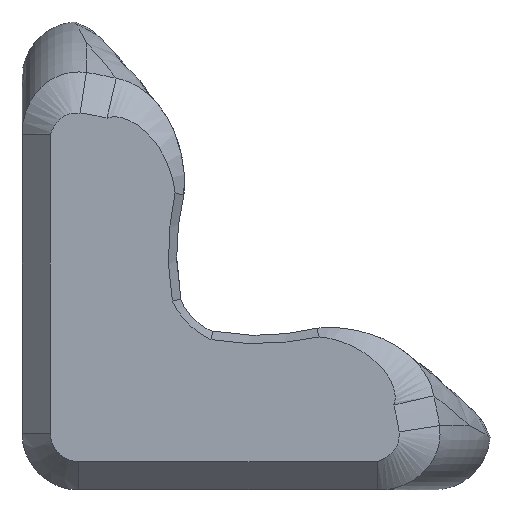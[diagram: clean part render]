
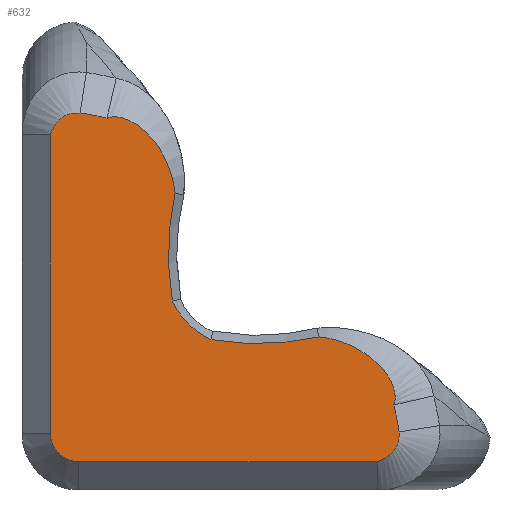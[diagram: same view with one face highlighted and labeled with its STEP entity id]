
A CAD part, left-side view. The second image highlights one B-rep face of the part: STEP entity #632.
In plain terms, the highlighted planar face has unit normal (-1, 0, 0).
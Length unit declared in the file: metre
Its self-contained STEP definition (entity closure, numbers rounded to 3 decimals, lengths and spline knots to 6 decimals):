
#45=LINE('',#988,#59);
#46=LINE('',#992,#60);
#59=VECTOR('',#771,1.);
#60=VECTOR('',#774,1.);
#72=PLANE('',#699);
#90=CIRCLE('',#700,0.016162);
#91=CIRCLE('',#701,0.0012);
#92=CIRCLE('',#702,0.016162);
#126=ORIENTED_EDGE('',*,*,#322,.T.);
#127=ORIENTED_EDGE('',*,*,#323,.T.);
#128=ORIENTED_EDGE('',*,*,#324,.T.);
#129=ORIENTED_EDGE('',*,*,#325,.T.);
#130=ORIENTED_EDGE('',*,*,#326,.T.);
#131=ORIENTED_EDGE('',*,*,#327,.T.);
#132=ORIENTED_EDGE('',*,*,#328,.T.);
#133=ORIENTED_EDGE('',*,*,#329,.T.);
#134=ORIENTED_EDGE('',*,*,#330,.T.);
#135=ORIENTED_EDGE('',*,*,#331,.T.);
#136=ORIENTED_EDGE('',*,*,#332,.T.);
#137=ORIENTED_EDGE('',*,*,#333,.T.);
#322=EDGE_CURVE('',#420,#421,#468,.T.);
#323=EDGE_CURVE('',#421,#422,#90,.F.);
#324=EDGE_CURVE('',#422,#423,#469,.T.);
#325=EDGE_CURVE('',#423,#424,#45,.T.);
#326=EDGE_CURVE('',#424,#425,#91,.F.);
#327=EDGE_CURVE('',#425,#426,#46,.T.);
#328=EDGE_CURVE('',#426,#427,#470,.T.);
#329=EDGE_CURVE('',#427,#428,#92,.F.);
#330=EDGE_CURVE('',#428,#429,#471,.T.);
#331=EDGE_CURVE('',#429,#430,#472,.T.);
#332=EDGE_CURVE('',#430,#431,#473,.T.);
#333=EDGE_CURVE('',#431,#420,#474,.T.);
#420=VERTEX_POINT('',#973);
#421=VERTEX_POINT('',#974);
#422=VERTEX_POINT('',#976);
#423=VERTEX_POINT('',#987);
#424=VERTEX_POINT('',#989);
#425=VERTEX_POINT('',#991);
#426=VERTEX_POINT('',#993);
#427=VERTEX_POINT('',#1001);
#428=VERTEX_POINT('',#1003);
#429=VERTEX_POINT('',#1017);
#430=VERTEX_POINT('',#1022);
#431=VERTEX_POINT('',#1027);
#468=B_SPLINE_CURVE_WITH_KNOTS('',3,(#960,#961,#962,#963,#964,#965,#966,
#967,#968,#969,#970,#971,#972),.UNSPECIFIED.,.F.,.F.,(4,1,1,1,1,1,1,1,1,
1,4),(0.,0.25,0.5,0.625,0.75,0.8125,0.84375,0.875,0.90625,0.9375,1.),
 .UNSPECIFIED.);
#469=B_SPLINE_CURVE_WITH_KNOTS('',3,(#977,#978,#979,#980,#981,#982,#983,
#984,#985,#986),.UNSPECIFIED.,.F.,.F.,(4,1,1,1,1,1,1,4),(0.,0.0625,0.125,
0.25,0.375,0.5,0.75,1.),.UNSPECIFIED.);
#470=B_SPLINE_CURVE_WITH_KNOTS('',3,(#994,#995,#996,#997,#998,#999,#1000),
 .UNSPECIFIED.,.F.,.F.,(4,1,1,1,4),(0.,0.25,0.5,0.75,1.),.UNSPECIFIED.);
#471=B_SPLINE_CURVE_WITH_KNOTS('',3,(#1004,#1005,#1006,#1007,#1008,#1009,
#1010,#1011,#1012,#1013,#1014,#1015,#1016),.UNSPECIFIED.,.F.,.F.,(4,1,1,
1,1,1,1,1,1,1,4),(0.,0.0625,0.09375,0.125,0.15625,0.1875,0.25,0.375,0.5,
0.75,1.),.UNSPECIFIED.);
#472=B_SPLINE_CURVE_WITH_KNOTS('',3,(#1018,#1019,#1020,#1021),
 .UNSPECIFIED.,.F.,.F.,(4,4),(0.,1.),.UNSPECIFIED.);
#473=B_SPLINE_CURVE_WITH_KNOTS('',3,(#1023,#1024,#1025,#1026),
 .UNSPECIFIED.,.F.,.F.,(4,4),(0.,1.),.UNSPECIFIED.);
#474=B_SPLINE_CURVE_WITH_KNOTS('',3,(#1028,#1029,#1030,#1031),
 .UNSPECIFIED.,.F.,.F.,(4,4),(0.,1.),.UNSPECIFIED.);
#522=EDGE_LOOP('',(#126,#127,#128,#129,#130,#131,#132,#133,#134,#135,#136,
#137));
#575=FACE_BOUND('',#522,.T.);
#632=ADVANCED_FACE('',(#575),#72,.F.);
#699=AXIS2_PLACEMENT_3D('',#959,#767,#768);
#700=AXIS2_PLACEMENT_3D('',#975,#769,#770);
#701=AXIS2_PLACEMENT_3D('',#990,#772,#773);
#702=AXIS2_PLACEMENT_3D('',#1002,#775,#776);
#767=DIRECTION('',(1.,0.,0.));
#768=DIRECTION('',(0.,1.,0.));
#769=DIRECTION('',(1.,0.,0.));
#770=DIRECTION('',(0.,0.,-1.));
#771=DIRECTION('',(0.,0.,-1.));
#772=DIRECTION('',(1.,0.,0.));
#773=DIRECTION('',(0.,0.,-1.));
#774=DIRECTION('',(0.,-1.,0.));
#775=DIRECTION('',(1.,0.,0.));
#776=DIRECTION('',(0.,0.,-1.));
#959=CARTESIAN_POINT('',(-0.01,-0.02,0.02));
#960=CARTESIAN_POINT('',(-0.01,-0.006487,0.012587));
#961=CARTESIAN_POINT('',(-0.01,-0.006454,0.012975));
#962=CARTESIAN_POINT('',(-0.01,-0.006249,0.013779));
#963=CARTESIAN_POINT('',(-0.01,-0.005741,0.014663));
#964=CARTESIAN_POINT('',(-0.01,-0.005199,0.015243));
#965=CARTESIAN_POINT('',(-0.01,-0.004845,0.015504));
#966=CARTESIAN_POINT('',(-0.01,-0.00456,0.015654));
#967=CARTESIAN_POINT('',(-0.01,-0.004391,0.015719));
#968=CARTESIAN_POINT('',(-0.01,-0.004297,0.015752));
#969=CARTESIAN_POINT('',(-0.01,-0.004077,0.015803));
#970=CARTESIAN_POINT('',(-0.01,-0.003853,0.015818));
#971=CARTESIAN_POINT('',(-0.01,-0.003696,0.015792));
#972=CARTESIAN_POINT('',(-0.01,-0.003604,0.015755));
#973=CARTESIAN_POINT('',(-0.01,-0.006487,0.012587));
#974=CARTESIAN_POINT('',(-0.01,-0.003604,0.015755));
#975=CARTESIAN_POINT('',(-0.01,0.,0.));
#976=CARTESIAN_POINT('',(-0.01,-0.002463,0.015973));
#977=CARTESIAN_POINT('',(-0.01,-0.002463,0.015973));
#978=CARTESIAN_POINT('',(-0.01,-0.002457,0.015973));
#979=CARTESIAN_POINT('',(-0.01,-0.002427,0.015973));
#980=CARTESIAN_POINT('',(-0.01,-0.002209,0.015976));
#981=CARTESIAN_POINT('',(-0.01,-0.00211,0.015969));
#982=CARTESIAN_POINT('',(-0.01,-0.001906,0.015912));
#983=CARTESIAN_POINT('',(-0.01,-0.001675,0.015778));
#984=CARTESIAN_POINT('',(-0.01,-0.001402,0.01551));
#985=CARTESIAN_POINT('',(-0.01,-0.001258,0.015219));
#986=CARTESIAN_POINT('',(-0.01,-0.0012,0.015052));
#987=CARTESIAN_POINT('',(-0.01,-0.0012,0.015052));
#988=CARTESIAN_POINT('',(-0.01,-0.0012,0.02));
#989=CARTESIAN_POINT('',(-0.01,-0.0012,0.0024));
#990=CARTESIAN_POINT('',(-0.01,-0.0024,0.0024));
#991=CARTESIAN_POINT('',(-0.01,-0.0024,0.0012));
#992=CARTESIAN_POINT('',(-0.01,-0.02,0.0012));
#993=CARTESIAN_POINT('',(-0.01,-0.015052,0.0012));
#994=CARTESIAN_POINT('',(-0.01,-0.015052,0.0012));
#995=CARTESIAN_POINT('',(-0.01,-0.015219,0.001258));
#996=CARTESIAN_POINT('',(-0.01,-0.01551,0.001402));
#997=CARTESIAN_POINT('',(-0.01,-0.015833,0.001728));
#998=CARTESIAN_POINT('',(-0.01,-0.01599,0.002089));
#999=CARTESIAN_POINT('',(-0.01,-0.015975,0.002335));
#1000=CARTESIAN_POINT('',(-0.01,-0.015973,0.002463));
#1001=CARTESIAN_POINT('',(-0.01,-0.015973,0.002463));
#1002=CARTESIAN_POINT('',(-0.01,0.,0.));
#1003=CARTESIAN_POINT('',(-0.01,-0.015755,0.003604));
#1004=CARTESIAN_POINT('',(-0.01,-0.015755,0.003604));
#1005=CARTESIAN_POINT('',(-0.01,-0.015792,0.003695));
#1006=CARTESIAN_POINT('',(-0.01,-0.015818,0.003851));
#1007=CARTESIAN_POINT('',(-0.01,-0.015803,0.004075));
#1008=CARTESIAN_POINT('',(-0.01,-0.015753,0.004293));
#1009=CARTESIAN_POINT('',(-0.01,-0.01572,0.00439));
#1010=CARTESIAN_POINT('',(-0.01,-0.015654,0.004561));
#1011=CARTESIAN_POINT('',(-0.01,-0.015499,0.004853));
#1012=CARTESIAN_POINT('',(-0.01,-0.015241,0.005199));
#1013=CARTESIAN_POINT('',(-0.01,-0.014663,0.005742));
#1014=CARTESIAN_POINT('',(-0.01,-0.013776,0.00625));
#1015=CARTESIAN_POINT('',(-0.01,-0.012974,0.006454));
#1016=CARTESIAN_POINT('',(-0.01,-0.012587,0.006487));
#1017=CARTESIAN_POINT('',(-0.01,-0.012587,0.006487));
#1018=CARTESIAN_POINT('',(-0.01,-0.012587,0.006487));
#1019=CARTESIAN_POINT('',(-0.01,-0.011056,0.00615));
#1020=CARTESIAN_POINT('',(-0.01,-0.009529,0.006111));
#1021=CARTESIAN_POINT('',(-0.01,-0.008007,0.006371));
#1022=CARTESIAN_POINT('',(-0.01,-0.008007,0.006371));
#1023=CARTESIAN_POINT('',(-0.01,-0.008007,0.006371));
#1024=CARTESIAN_POINT('',(-0.01,-0.0073,0.006691));
#1025=CARTESIAN_POINT('',(-0.01,-0.006693,0.007297));
#1026=CARTESIAN_POINT('',(-0.01,-0.006371,0.008007));
#1027=CARTESIAN_POINT('',(-0.01,-0.006371,0.008007));
#1028=CARTESIAN_POINT('',(-0.01,-0.006371,0.008007));
#1029=CARTESIAN_POINT('',(-0.01,-0.006111,0.009529));
#1030=CARTESIAN_POINT('',(-0.01,-0.00615,0.011056));
#1031=CARTESIAN_POINT('',(-0.01,-0.006487,0.012587));
